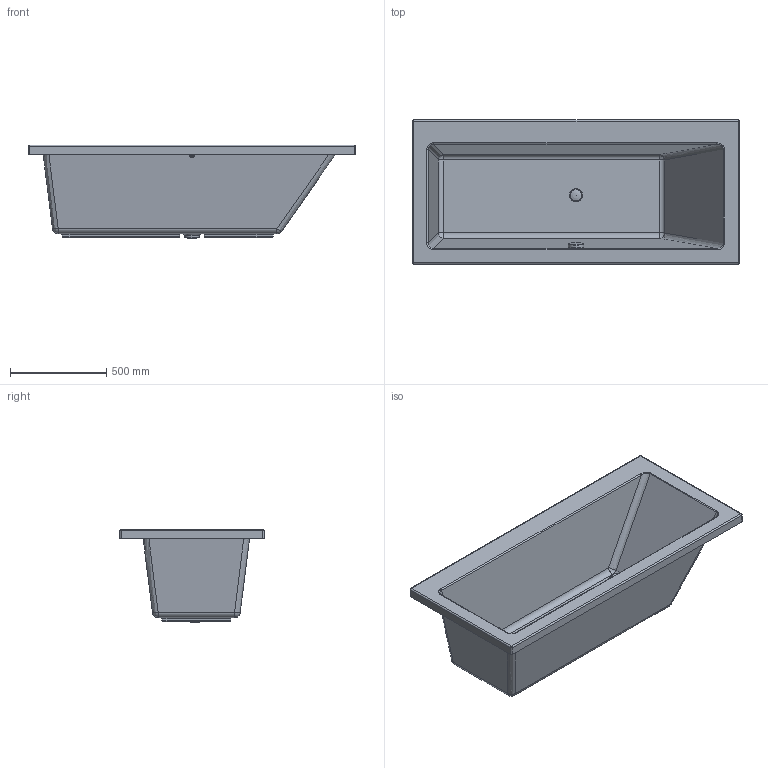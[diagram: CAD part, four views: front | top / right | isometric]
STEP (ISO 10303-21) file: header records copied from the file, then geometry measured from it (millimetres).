
FILE_DESCRIPTION((''),'2;1');
FILE_NAME('700134.stp','2007-10-06T06:58:59',('Huebner'),(''),'Autodesk Inventor 11','Autodesk Inventor 11','');
FILE_SCHEMA(('AUTOMOTIVE_DESIGN { 1 0 10303 214 1 1 1 1 }'));
Length unit declared in the file: millimetre
Products named in the file (5): 700134; Kelch; Stopfen; Verschluss_Ueberlauf
Assembly tree (4 placements, depth 2):
  700134
    700134
    Kelch
    Stopfen
    Verschluss_Ueberlauf
Bounding box: 1700 x 750 x 486.07 mm (x, y, z)
Volume: 44265264.7 mm3; surface area: 5544154 mm2
Topology: 4 solids, 4 shells, 182 faces, 414 edges, 226 vertices
Faces by surface type: bspline 145, plane 15, cylinder 14, torus 6, cone 2
Full cylindrical faces by diameter (mm): 15 x1, 42 x1, 44 x1, 60 x1, 74 x1, 79.999 x1
Entity records: 8355 total; most frequent: CARTESIAN_POINT 4850, ORIENTED_EDGE 732, DIRECTION 616, EDGE_CURVE 366, AXIS2_PLACEMENT_3D 221, VERTEX_POINT 220, EDGE_LOOP 216, FACE_OUTER_BOUND 182
